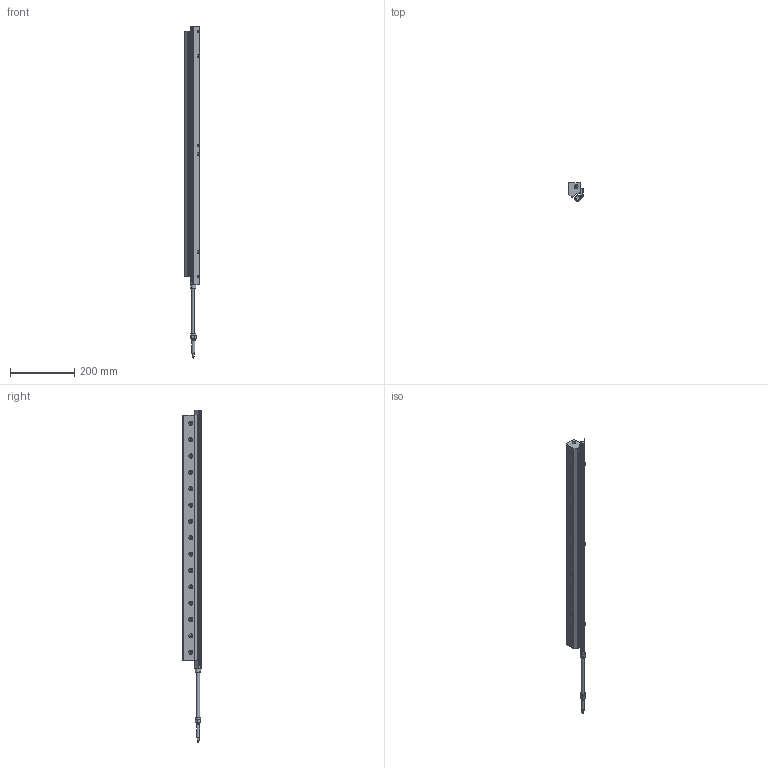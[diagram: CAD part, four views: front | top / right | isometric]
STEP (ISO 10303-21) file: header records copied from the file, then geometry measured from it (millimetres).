
FILE_DESCRIPTION(/* description */ (''),/* implementation_level */ '2;1');
FILE_NAME(/* name */ '112030-DIM.stp',/* time_stamp */ '2022-11-29T14:08:48-05:00',/* author */ ('Nathan Yorke'),/* organization */ (''),/* preprocessor_version */ 'ST-DEVELOPER v19',/* originating_system */ 'Autodesk Inventor 2023',/* authorisation */ '');
FILE_SCHEMA (('AUTOMOTIVE_DESIGN { 1 0 10303 214 3 1 1 }'));
Length unit declared in the file: inch
Products named in the file (1): 112030-DIM
Bounding box: 47 x 57.63 x 1031.33 mm (x, y, z)
Volume: 1202609.3 mm3; surface area: 239024.5 mm2
Topology: 2 solids, 2 shells, 657 faces, 1500 edges, 984 vertices
Faces by surface type: plane 357, cylinder 182, cone 85, torus 18, bspline 15
Full cylindrical faces by diameter (mm): 0.635 x60, 1.984 x2, 2.54 x1, 2.845 x2, 3.454 x1, 3.485 x1, 4.089 x3, 4.978 x1, 5.055 x1, 5.159 x12, 6.35 x9, 6.604 x1, 6.731 x1, 6.747 x3, 7.144 x8, 8.128 x2, 9.144 x1, 9.169 x3, 9.423 x1, 9.525 x2, 10.058 x1, 10.414 x2, 11.1 x18, 11.112 x1, 11.836 x4, 12.7 x15, 13.462 x1, 13.716 x1, 15.875 x2
Entity records: 19732 total; most frequent: CARTESIAN_POINT 4194, DIRECTION 3132, ORIENTED_EDGE 2954, EDGE_CURVE 1477, AXIS2_PLACEMENT_3D 1205, VERTEX_POINT 984, EDGE_LOOP 839, LINE 722
